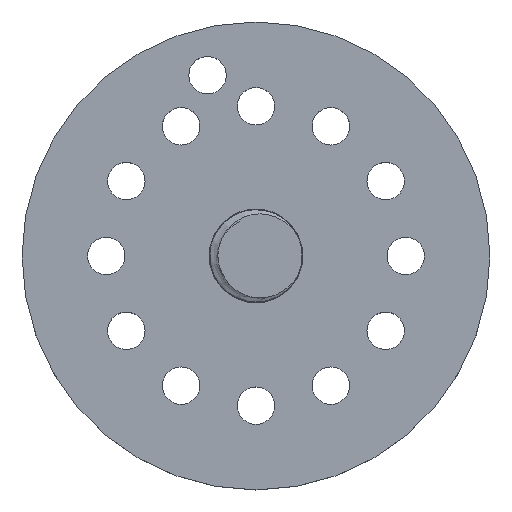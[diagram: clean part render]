
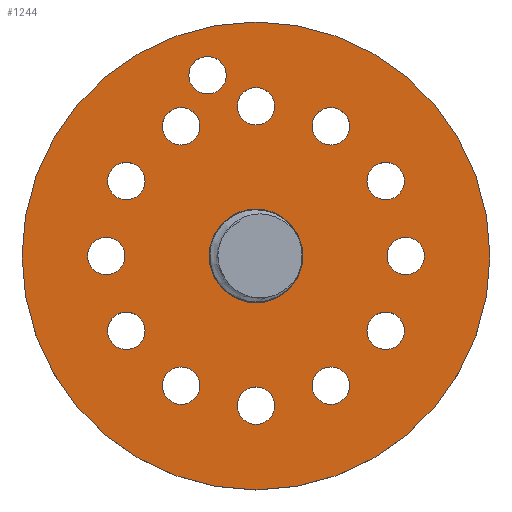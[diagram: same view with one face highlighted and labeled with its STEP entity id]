
A CAD part, top view. The second image highlights one B-rep face of the part: STEP entity #1244.
In plain terms, the highlighted planar face has unit normal (0, 0, 1).
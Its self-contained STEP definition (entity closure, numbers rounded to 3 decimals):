
#311=FACE_BOUND('',#420,.T.);
#312=FACE_BOUND('',#421,.T.);
#313=FACE_BOUND('',#422,.T.);
#314=FACE_BOUND('',#423,.T.);
#315=FACE_BOUND('',#424,.T.);
#316=FACE_BOUND('',#425,.T.);
#317=FACE_BOUND('',#426,.T.);
#318=FACE_BOUND('',#427,.T.);
#319=FACE_BOUND('',#428,.T.);
#320=FACE_BOUND('',#429,.T.);
#321=FACE_BOUND('',#430,.T.);
#322=FACE_BOUND('',#431,.T.);
#323=FACE_BOUND('',#432,.T.);
#324=FACE_BOUND('',#433,.T.);
#334=FACE_OUTER_BOUND('',#419,.T.);
#419=EDGE_LOOP('',(#885));
#420=EDGE_LOOP('',(#886));
#421=EDGE_LOOP('',(#887));
#422=EDGE_LOOP('',(#888));
#423=EDGE_LOOP('',(#889));
#424=EDGE_LOOP('',(#890));
#425=EDGE_LOOP('',(#891));
#426=EDGE_LOOP('',(#892));
#427=EDGE_LOOP('',(#893));
#428=EDGE_LOOP('',(#894));
#429=EDGE_LOOP('',(#895));
#430=EDGE_LOOP('',(#896));
#431=EDGE_LOOP('',(#897));
#432=EDGE_LOOP('',(#898));
#433=EDGE_LOOP('',(#899));
#503=CIRCLE('',#1340,2.);
#504=CIRCLE('',#1342,5.);
#519=CIRCLE('',#1359,2.);
#520=CIRCLE('',#1361,25.);
#521=CIRCLE('',#1363,2.);
#522=CIRCLE('',#1364,2.);
#523=CIRCLE('',#1365,2.);
#524=CIRCLE('',#1366,2.);
#525=CIRCLE('',#1367,2.);
#526=CIRCLE('',#1368,2.);
#527=CIRCLE('',#1369,2.);
#528=CIRCLE('',#1370,2.);
#529=CIRCLE('',#1371,2.);
#530=CIRCLE('',#1372,2.);
#531=CIRCLE('',#1373,2.);
#545=VERTEX_POINT('',#1754);
#546=VERTEX_POINT('',#1758);
#561=VERTEX_POINT('',#1791);
#562=VERTEX_POINT('',#1795);
#563=VERTEX_POINT('',#1799);
#564=VERTEX_POINT('',#1801);
#565=VERTEX_POINT('',#1803);
#566=VERTEX_POINT('',#1805);
#567=VERTEX_POINT('',#1807);
#568=VERTEX_POINT('',#1809);
#569=VERTEX_POINT('',#1811);
#570=VERTEX_POINT('',#1813);
#571=VERTEX_POINT('',#1815);
#572=VERTEX_POINT('',#1817);
#573=VERTEX_POINT('',#1819);
#670=EDGE_CURVE('',#545,#545,#503,.T.);
#671=EDGE_CURVE('',#546,#546,#504,.T.);
#687=EDGE_CURVE('',#561,#561,#519,.T.);
#689=EDGE_CURVE('',#562,#562,#520,.T.);
#691=EDGE_CURVE('',#563,#563,#521,.T.);
#692=EDGE_CURVE('',#564,#564,#522,.T.);
#693=EDGE_CURVE('',#565,#565,#523,.T.);
#694=EDGE_CURVE('',#566,#566,#524,.T.);
#695=EDGE_CURVE('',#567,#567,#525,.T.);
#696=EDGE_CURVE('',#568,#568,#526,.T.);
#697=EDGE_CURVE('',#569,#569,#527,.T.);
#698=EDGE_CURVE('',#570,#570,#528,.T.);
#699=EDGE_CURVE('',#571,#571,#529,.T.);
#700=EDGE_CURVE('',#572,#572,#530,.T.);
#701=EDGE_CURVE('',#573,#573,#531,.T.);
#885=ORIENTED_EDGE('',*,*,#689,.T.);
#886=ORIENTED_EDGE('',*,*,#670,.T.);
#887=ORIENTED_EDGE('',*,*,#671,.T.);
#888=ORIENTED_EDGE('',*,*,#691,.T.);
#889=ORIENTED_EDGE('',*,*,#692,.T.);
#890=ORIENTED_EDGE('',*,*,#693,.T.);
#891=ORIENTED_EDGE('',*,*,#694,.T.);
#892=ORIENTED_EDGE('',*,*,#695,.T.);
#893=ORIENTED_EDGE('',*,*,#696,.T.);
#894=ORIENTED_EDGE('',*,*,#697,.T.);
#895=ORIENTED_EDGE('',*,*,#698,.T.);
#896=ORIENTED_EDGE('',*,*,#699,.T.);
#897=ORIENTED_EDGE('',*,*,#700,.T.);
#898=ORIENTED_EDGE('',*,*,#701,.T.);
#899=ORIENTED_EDGE('',*,*,#687,.T.);
#1226=PLANE('',#1362);
#1244=ADVANCED_FACE('',(#334,#311,#312,#313,#314,#315,#316,#317,#318,#319,
#320,#321,#322,#323,#324),#1226,.T.);
#1340=AXIS2_PLACEMENT_3D('',#1756,#1462,#1463);
#1342=AXIS2_PLACEMENT_3D('',#1759,#1466,#1467);
#1359=AXIS2_PLACEMENT_3D('',#1792,#1501,#1502);
#1361=AXIS2_PLACEMENT_3D('',#1796,#1506,#1507);
#1362=AXIS2_PLACEMENT_3D('',#1798,#1509,#1510);
#1363=AXIS2_PLACEMENT_3D('',#1800,#1511,#1512);
#1364=AXIS2_PLACEMENT_3D('',#1802,#1513,#1514);
#1365=AXIS2_PLACEMENT_3D('',#1804,#1515,#1516);
#1366=AXIS2_PLACEMENT_3D('',#1806,#1517,#1518);
#1367=AXIS2_PLACEMENT_3D('',#1808,#1519,#1520);
#1368=AXIS2_PLACEMENT_3D('',#1810,#1521,#1522);
#1369=AXIS2_PLACEMENT_3D('',#1812,#1523,#1524);
#1370=AXIS2_PLACEMENT_3D('',#1814,#1525,#1526);
#1371=AXIS2_PLACEMENT_3D('',#1816,#1527,#1528);
#1372=AXIS2_PLACEMENT_3D('',#1818,#1529,#1530);
#1373=AXIS2_PLACEMENT_3D('',#1820,#1531,#1532);
#1462=DIRECTION('center_axis',(0.,0.,-1.));
#1463=DIRECTION('ref_axis',(1.,0.,0.));
#1466=DIRECTION('center_axis',(0.,0.,-1.));
#1467=DIRECTION('ref_axis',(1.,0.,0.));
#1501=DIRECTION('center_axis',(0.,0.,-1.));
#1502=DIRECTION('ref_axis',(-1.,0.,0.));
#1506=DIRECTION('center_axis',(0.,0.,1.));
#1507=DIRECTION('ref_axis',(-1.,0.,0.));
#1509=DIRECTION('center_axis',(0.,0.,1.));
#1510=DIRECTION('ref_axis',(-1.,0.,0.));
#1511=DIRECTION('center_axis',(0.,0.,-1.));
#1512=DIRECTION('ref_axis',(-0.866,-0.5,0.));
#1513=DIRECTION('center_axis',(0.,0.,-1.));
#1514=DIRECTION('ref_axis',(-0.5,-0.866,0.));
#1515=DIRECTION('center_axis',(0.,0.,-1.));
#1516=DIRECTION('ref_axis',(0.,-1.,0.));
#1517=DIRECTION('center_axis',(0.,0.,-1.));
#1518=DIRECTION('ref_axis',(0.5,-0.866,0.));
#1519=DIRECTION('center_axis',(0.,0.,-1.));
#1520=DIRECTION('ref_axis',(0.866,-0.5,0.));
#1521=DIRECTION('center_axis',(0.,0.,-1.));
#1522=DIRECTION('ref_axis',(1.,0.,0.));
#1523=DIRECTION('center_axis',(0.,0.,-1.));
#1524=DIRECTION('ref_axis',(0.866,0.5,0.));
#1525=DIRECTION('center_axis',(0.,0.,-1.));
#1526=DIRECTION('ref_axis',(0.5,0.866,0.));
#1527=DIRECTION('center_axis',(0.,0.,-1.));
#1528=DIRECTION('ref_axis',(0.,1.,0.));
#1529=DIRECTION('center_axis',(0.,0.,-1.));
#1530=DIRECTION('ref_axis',(-0.5,0.866,0.));
#1531=DIRECTION('center_axis',(0.,0.,-1.));
#1532=DIRECTION('ref_axis',(-0.866,0.5,0.));
#1754=CARTESIAN_POINT('',(-7.176,19.319,23.2));
#1756=CARTESIAN_POINT('Origin',(-5.176,19.319,23.2));
#1758=CARTESIAN_POINT('',(-5.,0.,23.2));
#1759=CARTESIAN_POINT('Origin',(0.,0.,
23.2));
#1791=CARTESIAN_POINT('',(2.,16.,23.2));
#1792=CARTESIAN_POINT('Origin',(0.,16.,23.2));
#1795=CARTESIAN_POINT('',(25.,0.,23.2));
#1796=CARTESIAN_POINT('Origin',(0.,0.,23.2));
#1798=CARTESIAN_POINT('Origin',(0.,0.,23.2));
#1799=CARTESIAN_POINT('',(-6.268,14.856,23.2));
#1800=CARTESIAN_POINT('Origin',(-8.,13.856,23.2));
#1801=CARTESIAN_POINT('',(-12.856,9.732,23.2));
#1802=CARTESIAN_POINT('Origin',(-13.856,8.,23.2));
#1803=CARTESIAN_POINT('',(-16.,2.,23.2));
#1804=CARTESIAN_POINT('Origin',(-16.,0.,23.2));
#1805=CARTESIAN_POINT('',(-14.856,-6.268,23.2));
#1806=CARTESIAN_POINT('Origin',(-13.856,-8.,23.2));
#1807=CARTESIAN_POINT('',(-9.732,-12.856,23.2));
#1808=CARTESIAN_POINT('Origin',(-8.,-13.856,23.2));
#1809=CARTESIAN_POINT('',(-2.,-16.,23.2));
#1810=CARTESIAN_POINT('Origin',(0.,-16.,23.2));
#1811=CARTESIAN_POINT('',(6.268,-14.856,23.2));
#1812=CARTESIAN_POINT('Origin',(8.,-13.856,23.2));
#1813=CARTESIAN_POINT('',(12.856,-9.732,23.2));
#1814=CARTESIAN_POINT('Origin',(13.856,-8.,23.2));
#1815=CARTESIAN_POINT('',(16.,-2.,23.2));
#1816=CARTESIAN_POINT('Origin',(16.,0.,23.2));
#1817=CARTESIAN_POINT('',(14.856,6.268,23.2));
#1818=CARTESIAN_POINT('Origin',(13.856,8.,23.2));
#1819=CARTESIAN_POINT('',(9.732,12.856,23.2));
#1820=CARTESIAN_POINT('Origin',(8.,13.856,23.2));
